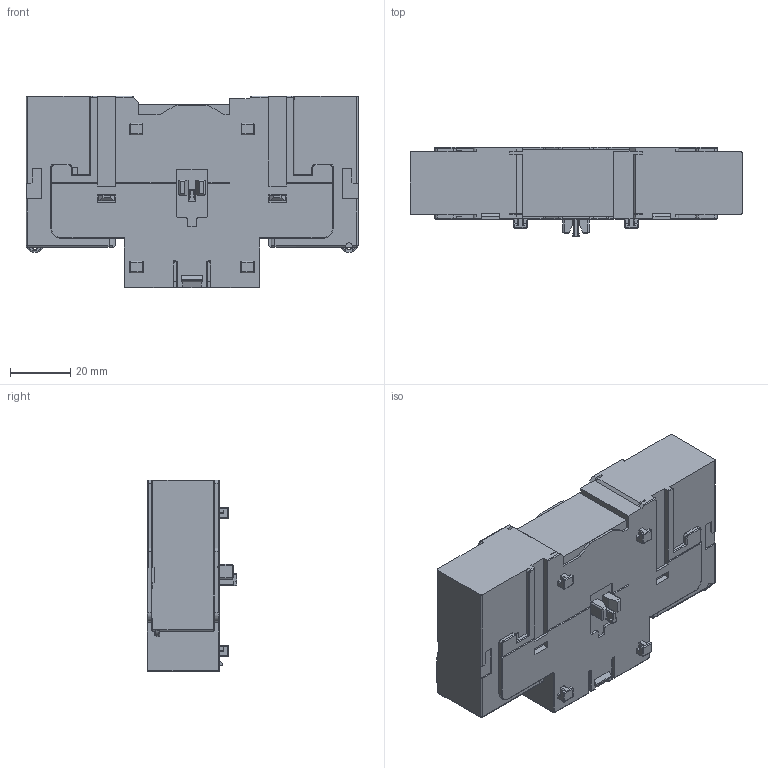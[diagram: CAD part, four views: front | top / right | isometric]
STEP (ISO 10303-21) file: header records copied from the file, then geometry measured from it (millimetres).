
FILE_DESCRIPTION (( 'STEP AP214' ), '1' );
FILE_NAME ('ZH37P125 ZH37PA100 ZH37PN3 ZH37PA125.STEP', '2025-02-18T12:11:50', ( '' ), ( '' ), 'SwSTEP 2.0', 'SolidWorks 2022', '' );
FILE_SCHEMA (( 'AUTOMOTIVE_DESIGN' ));
Length unit declared in the file: millimetre
Products named in the file (1): ZH37P125  ZH37PA100 ZH37PN3  ZH37PA125
Bounding box: 110 x 29.7 x 63.5 mm (x, y, z)
Volume: 137245.7 mm3; surface area: 21825.5 mm2
Topology: 1 solids, 1 shells, 755 faces, 2004 edges, 1233 vertices
Faces by surface type: plane 449, cylinder 220, torus 38, sphere 28, bspline 16, cone 4
Entity records: 31194 total; most frequent: CARTESIAN_POINT 5072, ORIENTED_EDGE 3932, DIRECTION 3765, EDGE_CURVE 1966, VECTOR 1427, LINE 1427, VERTEX_POINT 1233, AXIS2_PLACEMENT_3D 1169
